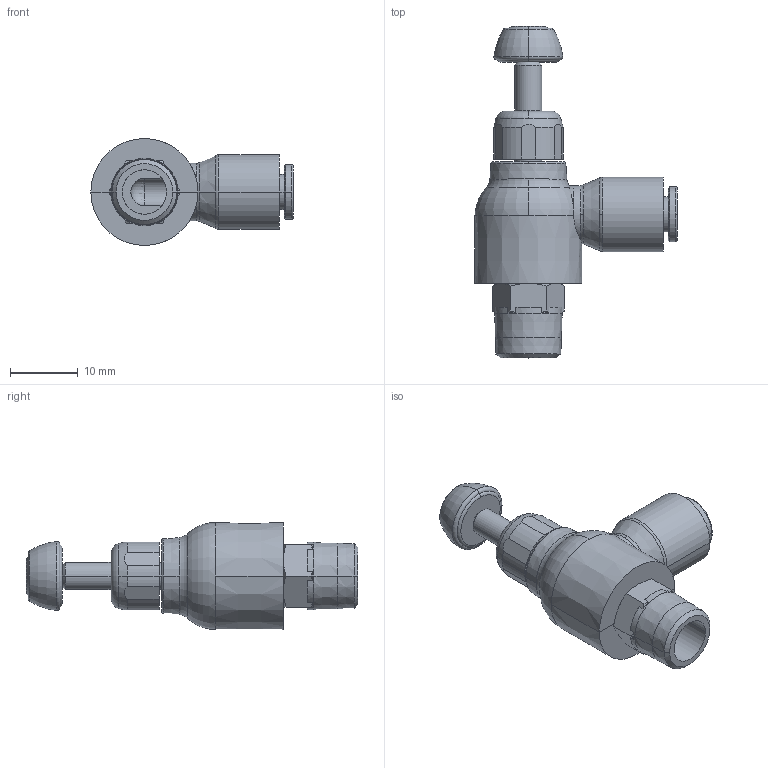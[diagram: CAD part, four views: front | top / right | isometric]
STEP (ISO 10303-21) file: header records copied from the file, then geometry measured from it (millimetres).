
FILE_DESCRIPTION(('STEP AP214'),'1');
FILE_NAME('7067_04_10.stp','2016-07-07T14:31:54',('TraceParts'),('TraceParts S.A.'),'Spatial InterOp 3D',' ',' ');
FILE_SCHEMA(('automotive_design'));
Length unit declared in the file: millimetre
Products named in the file (1): 1
Bounding box: 29.86 x 49 x 15.81 mm (x, y, z)
Volume: 5073.8 mm3; surface area: 3435.6 mm2
Topology: 1 solids, 1 shells, 123 faces, 318 edges, 201 vertices
Faces by surface type: cone 38, plane 28, cylinder 26, torus 25, revolution 4, sphere 2
Entity records: 4059 total; most frequent: CARTESIAN_POINT 1029, DIRECTION 683, ORIENTED_EDGE 632, EDGE_CURVE 316, AXIS2_PLACEMENT_3D 296, VERTEX_POINT 201, CIRCLE 176, EDGE_LOOP 131
